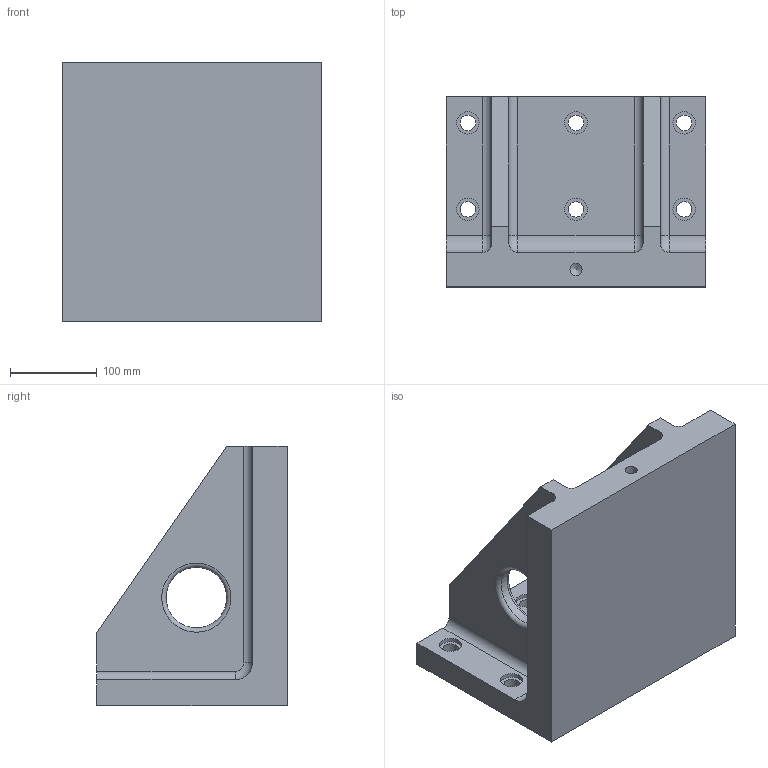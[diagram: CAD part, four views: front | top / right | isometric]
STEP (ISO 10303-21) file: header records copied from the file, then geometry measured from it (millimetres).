
FILE_DESCRIPTION( ( 'Unknown' ), '1' );
FILE_NAME( 'BP20-220300-0300.stp', 'Unknown', ( 'S.C.H' ), ( 'Unknown' ), 'XStep 1.0', 'Unknown', ' ' );
FILE_SCHEMA( ( 'CONFIG_CONTROL_DESIGN' ) );
Length unit declared in the file: millimetre
Products named in the file (1): 1
Bounding box: 300 x 220 x 300 mm (x, y, z)
Volume: 6361168.7 mm3; surface area: 463515.2 mm2
Topology: 1 solids, 1 shells, 59 faces, 147 edges, 96 vertices
Faces by surface type: cylinder 26, plane 24, torus 8, cone 1
Full cylindrical faces by diameter (mm): 14 x1, 18 x6, 26 x6, 70 x2
Entity records: 1681 total; most frequent: DIRECTION 299, CARTESIAN_POINT 268, ORIENTED_EDGE 238, AXIS2_PLACEMENT_3D 120, EDGE_CURVE 119, EDGE_LOOP 101, VERTEX_POINT 89, FACE_OUTER_BOUND 78
